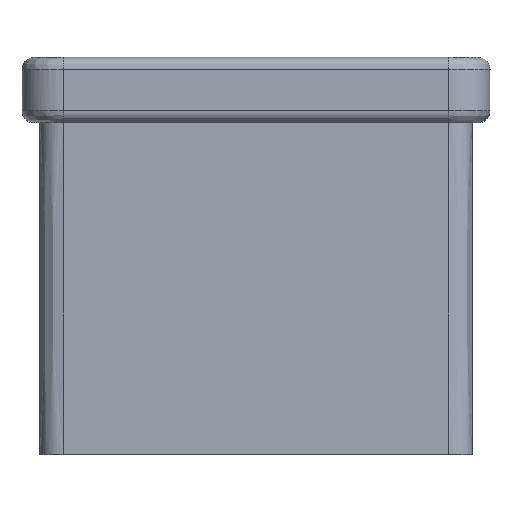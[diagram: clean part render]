
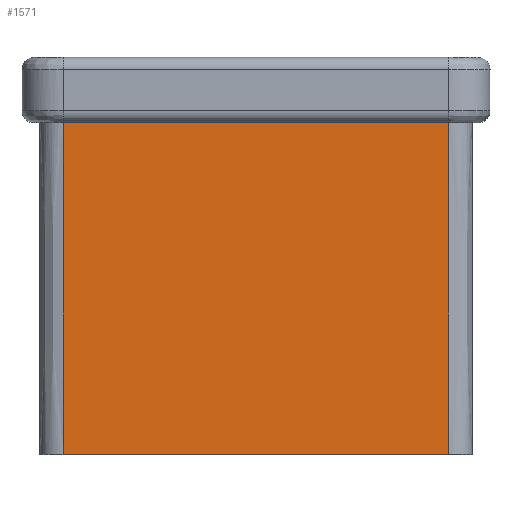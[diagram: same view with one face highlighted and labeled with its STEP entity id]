
A CAD part, top view. The second image highlights one B-rep face of the part: STEP entity #1571.
In plain terms, the highlighted planar face has unit normal (0, 0, 1).
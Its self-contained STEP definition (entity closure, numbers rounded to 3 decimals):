
#49=B_SPLINE_CURVE_WITH_KNOTS('',3,(#3182,#3183,#3184,#3185),
 .UNSPECIFIED.,.F.,.F.,(4,4),(-6.4,-0.8),
 .UNSPECIFIED.);
#50=B_SPLINE_CURVE_WITH_KNOTS('',3,(#3188,#3189,#3190,#3191),
 .UNSPECIFIED.,.F.,.F.,(4,4),(0.8,6.4),
 .UNSPECIFIED.);
#91=PLANE('',#1691);
#157=FACE_OUTER_BOUND('',#252,.T.);
#252=EDGE_LOOP('',(#1171,#1172,#1173,#1174));
#347=LINE('',#3145,#481);
#349=LINE('',#3187,#483);
#481=VECTOR('',#1911,10.);
#483=VECTOR('',#1917,10.);
#686=VERTEX_POINT('',#3095);
#692=VERTEX_POINT('',#3134);
#693=VERTEX_POINT('',#3181);
#694=VERTEX_POINT('',#3186);
#869=EDGE_CURVE('',#686,#692,#347,.T.);
#871=EDGE_CURVE('',#693,#692,#49,.T.);
#872=EDGE_CURVE('',#693,#694,#349,.T.);
#873=EDGE_CURVE('',#686,#694,#50,.T.);
#1171=ORIENTED_EDGE('',*,*,#869,.T.);
#1172=ORIENTED_EDGE('',*,*,#871,.F.);
#1173=ORIENTED_EDGE('',*,*,#872,.T.);
#1174=ORIENTED_EDGE('',*,*,#873,.F.);
#1571=ADVANCED_FACE('',(#157),#91,.T.);
#1691=AXIS2_PLACEMENT_3D('',#3180,#1915,#1916);
#1911=DIRECTION('',(-1.,0.,0.));
#1915=DIRECTION('center_axis',(0.,0.,1.));
#1916=DIRECTION('ref_axis',(1.,0.,0.));
#1917=DIRECTION('',(1.,0.,0.));
#3095=CARTESIAN_POINT('',(32.5,26.5,25.281));
#3134=CARTESIAN_POINT('',(-32.5,26.5,25.281));
#3145=CARTESIAN_POINT('',(0.,26.5,25.281));
#3180=CARTESIAN_POINT('Origin',(0.,0.,
25.281));
#3181=CARTESIAN_POINT('',(-32.5,-29.5,25.281));
#3182=CARTESIAN_POINT('Ctrl Pts',(-32.5,-29.5,25.281));
#3183=CARTESIAN_POINT('Ctrl Pts',(-32.5,-10.833,25.281));
#3184=CARTESIAN_POINT('Ctrl Pts',(-32.5,7.833,25.281));
#3185=CARTESIAN_POINT('Ctrl Pts',(-32.5,26.5,25.281));
#3186=CARTESIAN_POINT('',(32.5,-29.5,25.281));
#3187=CARTESIAN_POINT('',(-18.25,-29.5,25.281));
#3188=CARTESIAN_POINT('Ctrl Pts',(32.5,26.5,25.281));
#3189=CARTESIAN_POINT('Ctrl Pts',(32.5,7.833,25.281));
#3190=CARTESIAN_POINT('Ctrl Pts',(32.5,-10.833,25.281));
#3191=CARTESIAN_POINT('Ctrl Pts',(32.5,-29.5,25.281));
